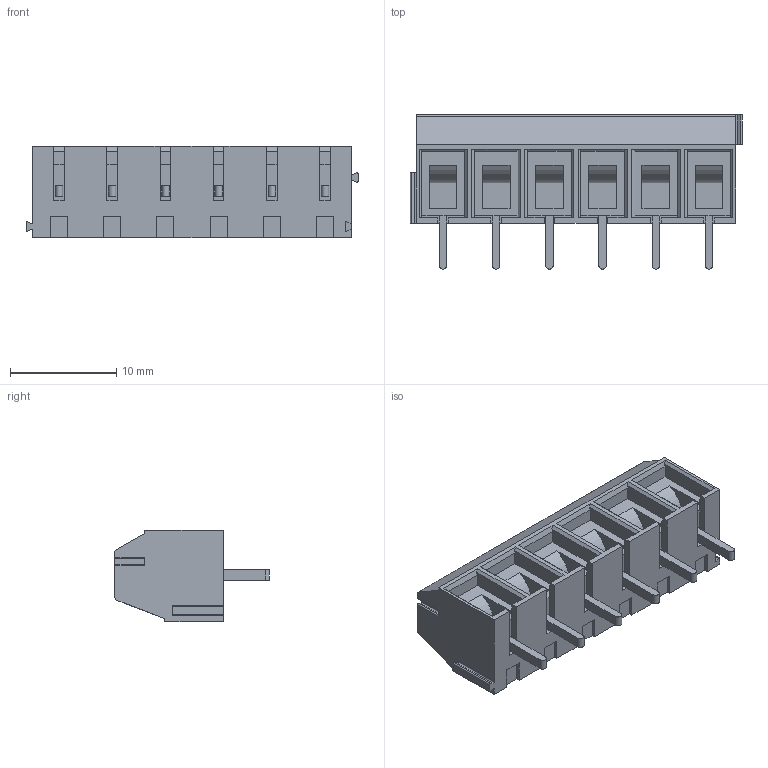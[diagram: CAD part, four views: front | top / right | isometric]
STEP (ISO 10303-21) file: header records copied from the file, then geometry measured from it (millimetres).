
FILE_DESCRIPTION(('STEP AP214'),'1');
FILE_NAME('MBE156-5-V.stp','2020-01-21T08:38:41',(' '),(' '),'Spatial InterOp 3D',' ',' ');
FILE_SCHEMA(('automotive_design'));
Length unit declared in the file: metre
Products named in the file (1): 1
Bounding box: 31.2 x 14.5 x 8.6 mm (x, y, z)
Volume: 1759.1 mm3; surface area: 2208.9 mm2
Topology: 1 solids, 1 shells, 326 faces, 891 edges, 594 vertices
Faces by surface type: plane 273, cylinder 46, torus 6, extrusion 1
Full cylindrical faces by diameter (mm): 3.3 x6, 3.4 x6
Entity records: 12649 total; most frequent: CARTESIAN_POINT 1788, ORIENTED_EDGE 1722, DIRECTION 1628, EDGE_CURVE 861, VECTOR 744, LINE 743, VERTEX_POINT 582, AXIS2_PLACEMENT_3D 442
